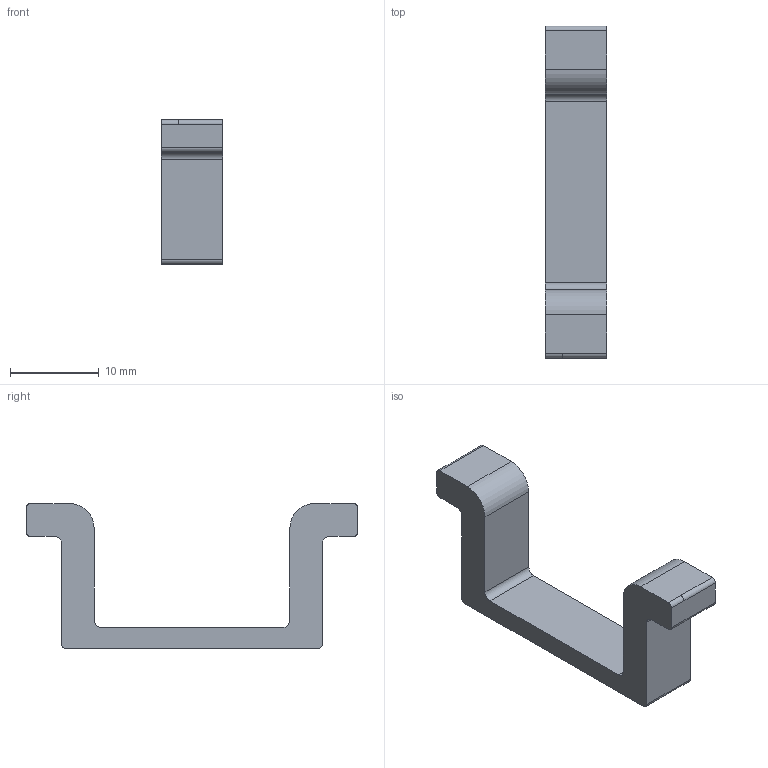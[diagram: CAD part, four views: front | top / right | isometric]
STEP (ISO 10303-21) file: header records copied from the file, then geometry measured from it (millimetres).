
FILE_DESCRIPTION(('CATIA V5R20 STEP214'),'2;1');
FILE_NAME ('5989159_2_1283480000_1283480000_S.stp','2014-07-24T09:26:38+00:00',('none'),('Weidmueller'),'CATIA Version 5 Release 20 SP 5 (IN-10)','CATIA V5 STEP AP214','none');
FILE_SCHEMA(('AUTOMOTIVE_DESIGN { 1 0 10303 214 1 1 1 1 }'));
Length unit declared in the file: millimetre
Products named in the file (1): TS_END_CAP_35x15
Bounding box: 7 x 37.5 x 16.36 mm (x, y, z)
Volume: 898.2 mm3; surface area: 1664.6 mm2
Topology: 1 solids, 1 shells, 45 faces, 150 edges, 107 vertices
Faces by surface type: plane 26, cylinder 19
Entity records: 1997 total; most frequent: CARTESIAN_POINT 345, ORIENTED_EDGE 300, DIRECTION 232, EDGE_CURVE 150, VECTOR 113, LINE 113, VERTEX_POINT 107, AXIS2_PLACEMENT_3D 77
